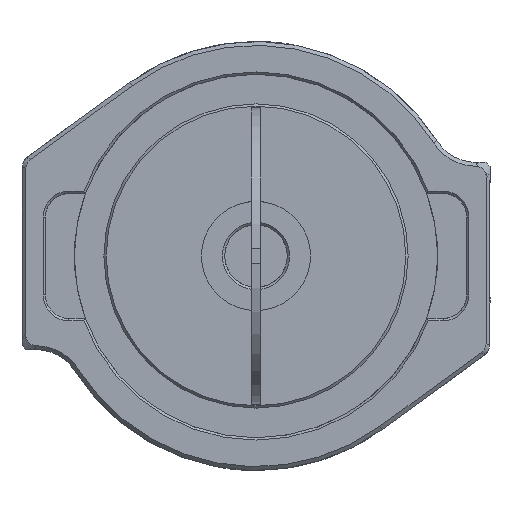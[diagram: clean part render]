
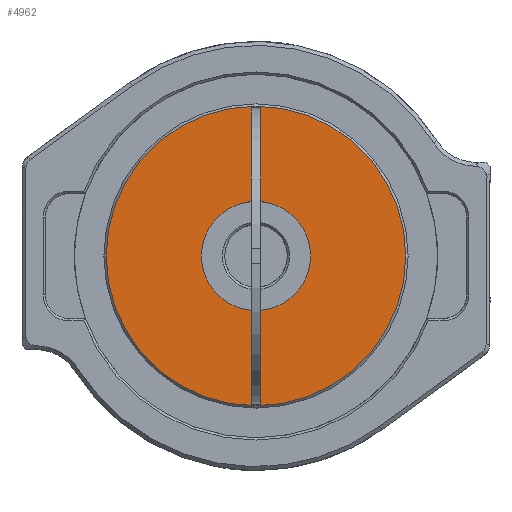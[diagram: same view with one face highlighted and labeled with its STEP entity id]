
A CAD part, left-side view. The second image highlights one B-rep face of the part: STEP entity #4962.
In plain terms, the highlighted face is planar.
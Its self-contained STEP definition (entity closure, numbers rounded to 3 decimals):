
#467=PLANE('',#5362);
#1199=ORIENTED_EDGE('',*,*,#1853,.T.);
#1200=ORIENTED_EDGE('',*,*,#1854,.T.);
#1853=EDGE_CURVE('',#2239,#2239,#2403,.T.);
#1854=EDGE_CURVE('',#2240,#2240,#2404,.F.);
#2239=VERTEX_POINT('',#7668);
#2240=VERTEX_POINT('',#7670);
#2403=CIRCLE('',#5363,6.9);
#2404=CIRCLE('',#5364,19.2);
#2704=EDGE_LOOP('',(#1199));
#2705=EDGE_LOOP('',(#1200));
#3068=FACE_BOUND('',#2704,.T.);
#3069=FACE_BOUND('',#2705,.T.);
#4962=ADVANCED_FACE('',(#3068,#3069),#467,.F.);
#5362=AXIS2_PLACEMENT_3D('',#7666,#6188,#6189);
#5363=AXIS2_PLACEMENT_3D('',#7667,#6190,#6191);
#5364=AXIS2_PLACEMENT_3D('',#7669,#6192,#6193);
#6188=DIRECTION('',(0.,0.,1.));
#6189=DIRECTION('',(1.,0.,0.));
#6190=DIRECTION('',(0.,0.,1.));
#6191=DIRECTION('',(1.,0.,0.));
#6192=DIRECTION('',(0.,0.,1.));
#6193=DIRECTION('',(1.,0.,0.));
#7666=CARTESIAN_POINT('',(0.,0.,22.));
#7667=CARTESIAN_POINT('',(0.,0.,22.));
#7668=CARTESIAN_POINT('',(6.9,0.,22.));
#7669=CARTESIAN_POINT('',(0.,0.,22.));
#7670=CARTESIAN_POINT('',(19.2,0.,22.));
